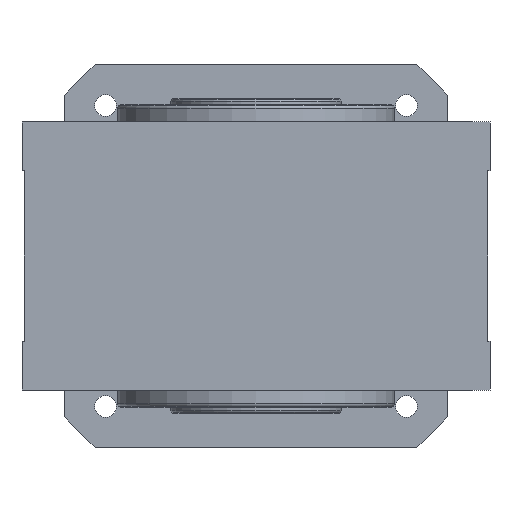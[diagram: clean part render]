
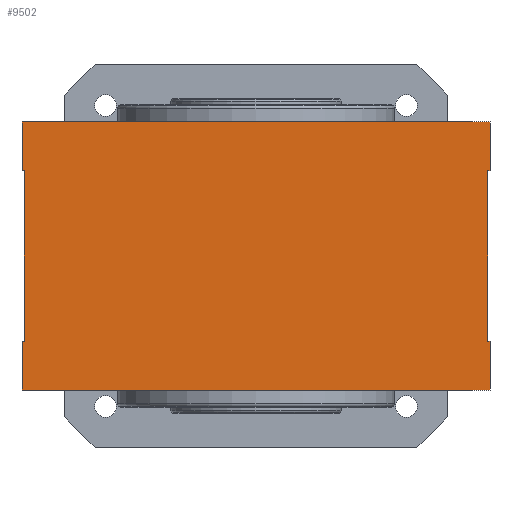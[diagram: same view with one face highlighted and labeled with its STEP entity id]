
A CAD part, front view. The second image highlights one B-rep face of the part: STEP entity #9502.
In plain terms, the highlighted planar face has unit normal (0, -1, 0).
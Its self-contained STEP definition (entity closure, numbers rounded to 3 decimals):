
#32=DIRECTION('',(0.,0.,-1.));
#33=VECTOR('',#32,23.);
#34=CARTESIAN_POINT('',(110.,-157.75,63.));
#35=LINE('',#34,#33);
#160=DIRECTION('',(0.,0.,1.));
#161=VECTOR('',#160,80.);
#162=CARTESIAN_POINT('',(109.,-157.75,-40.));
#163=LINE('',#162,#161);
#164=DIRECTION('',(-1.,0.,0.));
#165=VECTOR('',#164,1.);
#166=CARTESIAN_POINT('',(110.,-157.75,-40.));
#167=LINE('',#166,#165);
#168=DIRECTION('',(0.,0.,1.));
#169=VECTOR('',#168,23.);
#170=CARTESIAN_POINT('',(110.,-157.75,-63.));
#171=LINE('',#170,#169);
#172=DIRECTION('',(-1.,0.,0.));
#173=VECTOR('',#172,1.);
#174=CARTESIAN_POINT('',(-109.,-157.75,-40.));
#175=LINE('',#174,#173);
#176=DIRECTION('',(0.,0.,-1.));
#177=VECTOR('',#176,80.);
#178=CARTESIAN_POINT('',(-109.,-157.75,40.));
#179=LINE('',#178,#177);
#180=DIRECTION('',(1.,0.,0.));
#181=VECTOR('',#180,1.);
#182=CARTESIAN_POINT('',(-110.,-157.75,40.));
#183=LINE('',#182,#181);
#184=DIRECTION('',(1.,0.,0.));
#185=VECTOR('',#184,1.);
#186=CARTESIAN_POINT('',(109.,-157.75,40.));
#187=LINE('',#186,#185);
#670=DIRECTION('',(1.,0.,0.));
#671=VECTOR('',#670,220.);
#672=CARTESIAN_POINT('',(-110.,-157.75,63.));
#673=LINE('',#672,#671);
#2165=DIRECTION('',(0.,0.,1.));
#2166=VECTOR('',#2165,23.);
#2167=CARTESIAN_POINT('',(-110.,-157.75,40.));
#2168=LINE('',#2167,#2166);
#2203=DIRECTION('',(0.,0.,1.));
#2204=VECTOR('',#2203,23.);
#2205=CARTESIAN_POINT('',(-110.,-157.75,-63.));
#2206=LINE('',#2205,#2204);
#2791=DIRECTION('',(-1.,0.,0.));
#2792=VECTOR('',#2791,220.);
#2793=CARTESIAN_POINT('',(110.,-157.75,-63.));
#2794=LINE('',#2793,#2792);
#7094=CARTESIAN_POINT('',(110.,-157.75,40.));
#7096=VERTEX_POINT('',#7094);
#7110=CARTESIAN_POINT('',(109.,-157.75,40.));
#7111=VERTEX_POINT('',#7110);
#7120=CARTESIAN_POINT('',(109.,-157.75,-40.));
#7121=VERTEX_POINT('',#7120);
#7122=CARTESIAN_POINT('',(110.,-157.75,-40.));
#7123=VERTEX_POINT('',#7122);
#7130=CARTESIAN_POINT('',(-109.,-157.75,-40.));
#7131=CARTESIAN_POINT('',(-110.,-157.75,-40.));
#7132=VERTEX_POINT('',#7130);
#7133=VERTEX_POINT('',#7131);
#7134=CARTESIAN_POINT('',(-109.,-157.75,40.));
#7135=VERTEX_POINT('',#7134);
#7136=CARTESIAN_POINT('',(-110.,-157.75,40.));
#7137=VERTEX_POINT('',#7136);
#8813=CARTESIAN_POINT('',(-110.,-157.75,-63.));
#8815=VERTEX_POINT('',#8813);
#8817=CARTESIAN_POINT('',(-110.,-157.75,63.));
#8819=VERTEX_POINT('',#8817);
#8821=CARTESIAN_POINT('',(110.,-157.75,63.));
#8822=VERTEX_POINT('',#8821);
#8831=CARTESIAN_POINT('',(110.,-157.75,-63.));
#8832=VERTEX_POINT('',#8831);
#9473=CARTESIAN_POINT('',(110.,-157.75,63.));
#9474=DIRECTION('',(0.,1.,0.));
#9475=DIRECTION('',(0.,0.,1.));
#9476=AXIS2_PLACEMENT_3D('',#9473,#9474,#9475);
#9477=PLANE('',#9476);
#9479=ORIENTED_EDGE('',*,*,#9478,.F.);
#9481=ORIENTED_EDGE('',*,*,#9480,.F.);
#9482=ORIENTED_EDGE('',*,*,#9292,.F.);
#9484=ORIENTED_EDGE('',*,*,#9483,.T.);
#9486=ORIENTED_EDGE('',*,*,#9485,.T.);
#9488=ORIENTED_EDGE('',*,*,#9487,.F.);
#9490=ORIENTED_EDGE('',*,*,#9489,.F.);
#9492=ORIENTED_EDGE('',*,*,#9491,.F.);
#9494=ORIENTED_EDGE('',*,*,#9493,.T.);
#9496=ORIENTED_EDGE('',*,*,#9495,.T.);
#9497=ORIENTED_EDGE('',*,*,#9254,.T.);
#9499=ORIENTED_EDGE('',*,*,#9498,.F.);
#9500=EDGE_LOOP('',(#9479,#9481,#9482,#9484,#9486,#9488,#9490,#9492,#9494,#9496,
#9497,#9499));
#9501=FACE_OUTER_BOUND('',#9500,.F.);
#9502=ADVANCED_FACE('',(#9501),#9477,.F.);
#9254=EDGE_CURVE('',#8822,#7096,#35,.T.);
#9292=EDGE_CURVE('',#8832,#7123,#171,.T.);
#9478=EDGE_CURVE('',#7121,#7111,#163,.T.);
#9480=EDGE_CURVE('',#7123,#7121,#167,.T.);
#9483=EDGE_CURVE('',#8832,#8815,#2794,.T.);
#9485=EDGE_CURVE('',#8815,#7133,#2206,.T.);
#9487=EDGE_CURVE('',#7132,#7133,#175,.T.);
#9489=EDGE_CURVE('',#7135,#7132,#179,.T.);
#9491=EDGE_CURVE('',#7137,#7135,#183,.T.);
#9493=EDGE_CURVE('',#7137,#8819,#2168,.T.);
#9495=EDGE_CURVE('',#8819,#8822,#673,.T.);
#9498=EDGE_CURVE('',#7111,#7096,#187,.T.);
